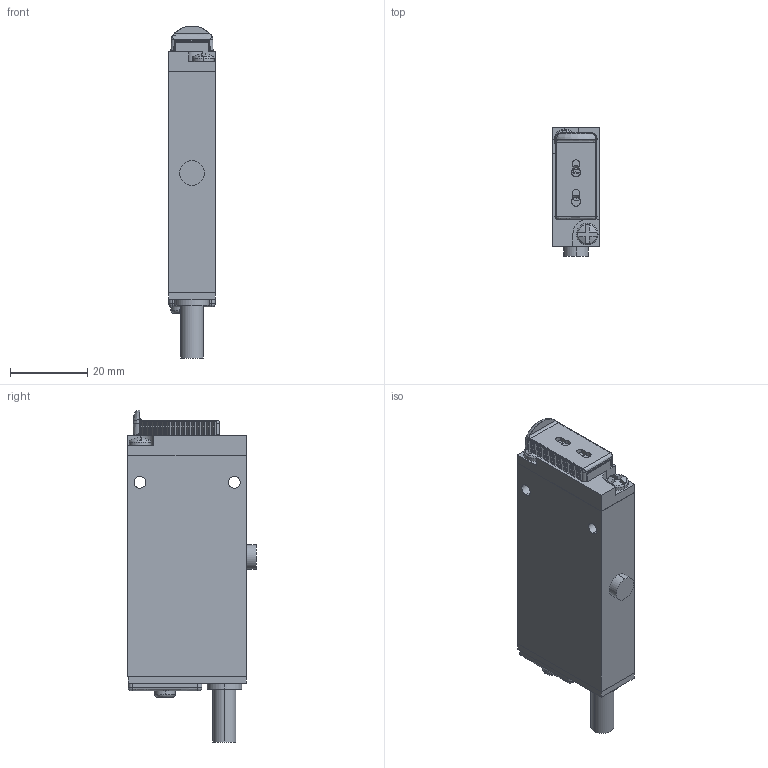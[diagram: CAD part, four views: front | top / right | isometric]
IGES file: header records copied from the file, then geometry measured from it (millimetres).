
Start section:  PTC IGES file: 155301.igs
Global section: file name: 155301.igs; native system: Pro/ENGINEER by Parametric Technology Corporation; preprocessor: 2009141; author: banengservice; organization: Unknown; date: 20101203.082805; units: inch
Bounding box: 12.19 x 33.27 x 85.83 mm (x, y, z)
Volume: 9520.2 mm3; surface area: 15779 mm2
Topology: 2 solids, 4 shells, 742 faces, 2036 edges, 1321 vertices
Faces by surface type: bspline 441, revolution 301
